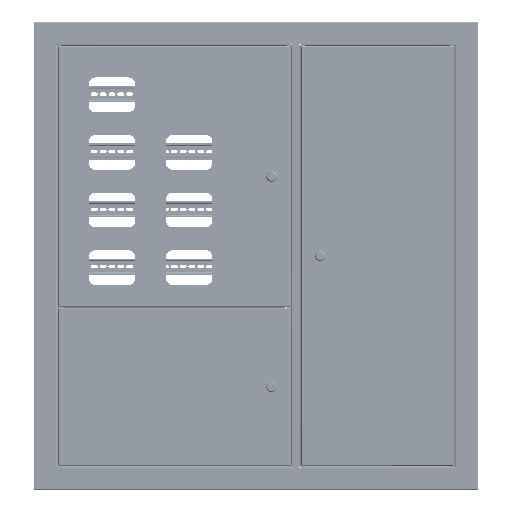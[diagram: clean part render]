
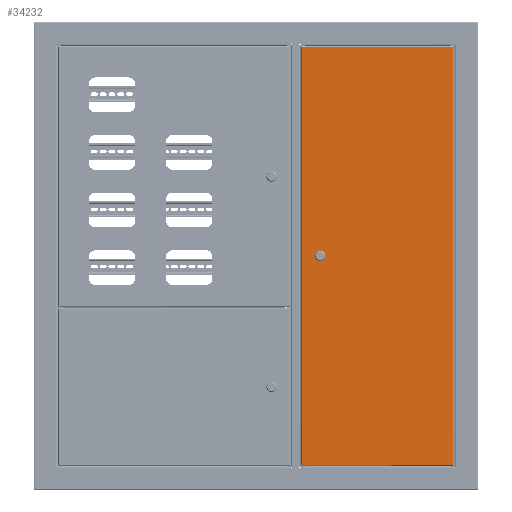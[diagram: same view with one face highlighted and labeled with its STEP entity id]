
A CAD part, top view. The second image highlights one B-rep face of the part: STEP entity #34232.
In plain terms, the highlighted planar face has unit normal (0, 0, 1).
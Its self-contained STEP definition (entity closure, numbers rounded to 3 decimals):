
#425 = AXIS2_PLACEMENT_3D ( 'NONE', #62783, #77892, #83304 ) ;
#638 = CARTESIAN_POINT ( 'NONE',  ( 451.849, 48.5, 0. ) ) ;
#641 = CARTESIAN_POINT ( 'NONE',  ( 0., 325.7, 0. ) ) ;
#2093 = ORIENTED_EDGE ( 'NONE', *, *, #71260, .F. ) ;
#3176 = CARTESIAN_POINT ( 'NONE',  ( 894.7, 324., 0. ) ) ;
#4560 = DIRECTION ( 'NONE',  ( 1., 0., 0. ) ) ;
#5932 = ORIENTED_EDGE ( 'NONE', *, *, #64178, .F. ) ;
#7125 = CARTESIAN_POINT ( 'NONE',  ( 1.7, 324.293, 0. ) ) ;
#7414 = VECTOR ( 'NONE', #8444, 1000. ) ;
#8346 = VERTEX_POINT ( 'NONE', #56908 ) ;
#8444 = DIRECTION ( 'NONE',  ( -1., 0., 0. ) ) ;
#11458 = VERTEX_POINT ( 'NONE', #30931 ) ;
#15163 = AXIS2_PLACEMENT_3D ( 'NONE', #641, #45932, #68328 ) ;
#15312 = FACE_OUTER_BOUND ( 'NONE', #37060, .T. ) ;
#15566 = VERTEX_POINT ( 'NONE', #29519 ) ;
#16054 = EDGE_CURVE ( 'NONE', #36973, #8346, #48400, .T. ) ;
#17318 = EDGE_CURVE ( 'NONE', #93151, #11458, #30831, .T. ) ;
#19489 = CARTESIAN_POINT ( 'NONE',  ( 444.551, 31.5, 0. ) ) ;
#21857 = DIRECTION ( 'NONE',  ( 0., 1., 0. ) ) ;
#23770 = EDGE_CURVE ( 'NONE', #11458, #58966, #35861, .T. ) ;
#24770 = EDGE_CURVE ( 'NONE', #81071, #93151, #95996, .T. ) ;
#29519 = CARTESIAN_POINT ( 'NONE',  ( 444.551, 48.5, 0. ) ) ;
#29779 = CIRCLE ( 'NONE', #39090, 9.25 ) ;
#30589 = ORIENTED_EDGE ( 'NONE', *, *, #23770, .T. ) ;
#30831 = LINE ( 'NONE', #76596, #39136 ) ;
#30931 = CARTESIAN_POINT ( 'NONE',  ( 1.7, 324., 0. ) ) ;
#33209 = ORIENTED_EDGE ( 'NONE', *, *, #76913, .F. ) ;
#34232 = ADVANCED_FACE ( 'NONE', ( #52283, #15312 ), #44998, .F. ) ;
#35861 = LINE ( 'NONE', #7125, #72607 ) ;
#36973 = VERTEX_POINT ( 'NONE', #19489 ) ;
#37060 = EDGE_LOOP ( 'NONE', ( #45013, #74910, #89062, #30589 ) ) ;
#39090 = AXIS2_PLACEMENT_3D ( 'NONE', #57108, #58560, #64915 ) ;
#39136 = VECTOR ( 'NONE', #54200, 1000. ) ;
#40367 = DIRECTION ( 'NONE',  ( 0., 0., 1. ) ) ;
#41493 = VERTEX_POINT ( 'NONE', #49307 ) ;
#41749 = VERTEX_POINT ( 'NONE', #50254 ) ;
#41904 = EDGE_CURVE ( 'NONE', #8346, #41749, #51412, .T. ) ;
#42441 = CIRCLE ( 'NONE', #425, 9.25 ) ;
#43092 = EDGE_LOOP ( 'NONE', ( #2093, #33209, #60387, #79487, #5932 ) ) ;
#44998 = PLANE ( 'NONE',  #15163 ) ;
#45013 = ORIENTED_EDGE ( 'NONE', *, *, #73453, .T. ) ;
#45932 = DIRECTION ( 'NONE',  ( 0., 0., -1. ) ) ;
#45958 = CARTESIAN_POINT ( 'NONE',  ( 894.7, 1.7, 0. ) ) ;
#46691 = CARTESIAN_POINT ( 'NONE',  ( 448.2, 40., 0. ) ) ;
#48400 = LINE ( 'NONE', #84537, #56095 ) ;
#49307 = CARTESIAN_POINT ( 'NONE',  ( 451.849, 48.5, 0. ) ) ;
#50117 = LINE ( 'NONE', #56956, #80842 ) ;
#50254 = CARTESIAN_POINT ( 'NONE',  ( 457.45, 40., 0. ) ) ;
#51412 = CIRCLE ( 'NONE', #91916, 9.25 ) ;
#52130 = CARTESIAN_POINT ( 'NONE',  ( 1.7, 1.7, 0. ) ) ;
#52283 = FACE_BOUND ( 'NONE', #43092, .T. ) ;
#54200 = DIRECTION ( 'NONE',  ( -1., 0., 0. ) ) ;
#56095 = VECTOR ( 'NONE', #4560, 1000. ) ;
#56908 = CARTESIAN_POINT ( 'NONE',  ( 451.849, 31.5, 0. ) ) ;
#56956 = CARTESIAN_POINT ( 'NONE',  ( 1.7, 1.7, 0. ) ) ;
#57108 = CARTESIAN_POINT ( 'NONE',  ( 448.2, 40., 0. ) ) ;
#58560 = DIRECTION ( 'NONE',  ( 0., 0., 1. ) ) ;
#58966 = VERTEX_POINT ( 'NONE', #52130 ) ;
#60387 = ORIENTED_EDGE ( 'NONE', *, *, #41904, .F. ) ;
#62783 = CARTESIAN_POINT ( 'NONE',  ( 448.2, 40., 0. ) ) ;
#64178 = EDGE_CURVE ( 'NONE', #15566, #36973, #42441, .T. ) ;
#64915 = DIRECTION ( 'NONE',  ( 1., 0., 0. ) ) ;
#65106 = DIRECTION ( 'NONE',  ( 0., -1., 0. ) ) ;
#68328 = DIRECTION ( 'NONE',  ( -1., 0., 0. ) ) ;
#69683 = VECTOR ( 'NONE', #21857, 1000. ) ;
#71260 = EDGE_CURVE ( 'NONE', #41493, #15566, #81547, .T. ) ;
#72607 = VECTOR ( 'NONE', #65106, 1000. ) ;
#73453 = EDGE_CURVE ( 'NONE', #58966, #81071, #50117, .T. ) ;
#74910 = ORIENTED_EDGE ( 'NONE', *, *, #24770, .T. ) ;
#76419 = DIRECTION ( 'NONE',  ( 1., 0., 0. ) ) ;
#76596 = CARTESIAN_POINT ( 'NONE',  ( 894.993, 324., 0. ) ) ;
#76913 = EDGE_CURVE ( 'NONE', #41749, #41493, #29779, .T. ) ;
#77892 = DIRECTION ( 'NONE',  ( 0., 0., 1. ) ) ;
#79487 = ORIENTED_EDGE ( 'NONE', *, *, #16054, .F. ) ;
#80842 = VECTOR ( 'NONE', #86762, 1000. ) ;
#81071 = VERTEX_POINT ( 'NONE', #45958 ) ;
#81547 = LINE ( 'NONE', #638, #7414 ) ;
#83304 = DIRECTION ( 'NONE',  ( 1., 0., 0. ) ) ;
#84537 = CARTESIAN_POINT ( 'NONE',  ( 451.849, 31.5, 0. ) ) ;
#86762 = DIRECTION ( 'NONE',  ( 1., 0., 0. ) ) ;
#88679 = CARTESIAN_POINT ( 'NONE',  ( 894.7, 0., 0. ) ) ;
#89062 = ORIENTED_EDGE ( 'NONE', *, *, #17318, .T. ) ;
#91916 = AXIS2_PLACEMENT_3D ( 'NONE', #46691, #40367, #76419 ) ;
#93151 = VERTEX_POINT ( 'NONE', #3176 ) ;
#95996 = LINE ( 'NONE', #88679, #69683 ) ;
